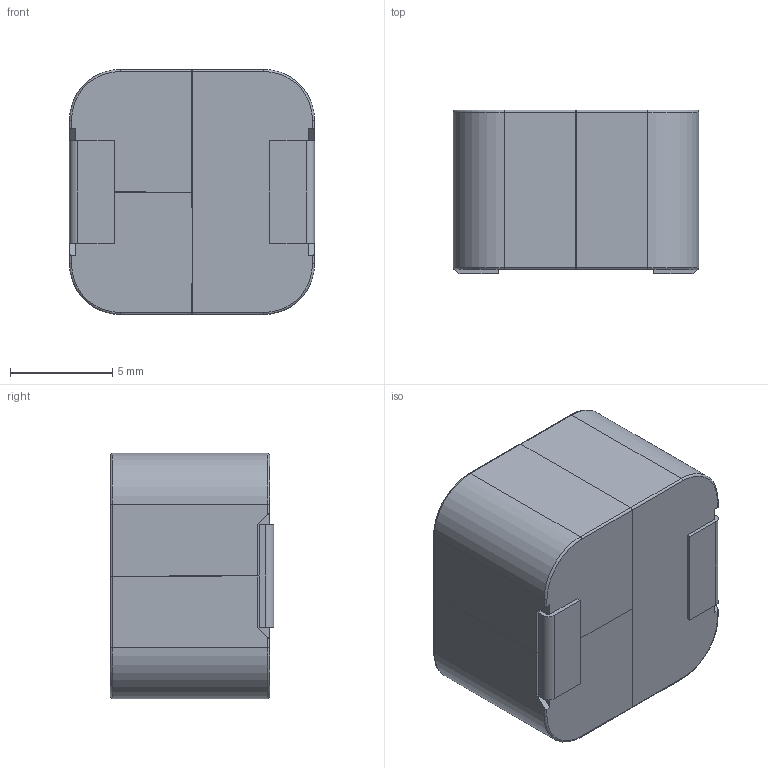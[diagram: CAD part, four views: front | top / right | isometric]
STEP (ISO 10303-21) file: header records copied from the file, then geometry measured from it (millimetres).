
FILE_DESCRIPTION (( 'STEP AP214' ), '1' );
FILE_NAME ('User Library-CDRH127-2.STEP', '2018-02-16T05:48:49', ( '' ), ( '' ), 'SwSTEP 2.0', 'SolidWorks 2018', '' );
FILE_SCHEMA (( 'AUTOMOTIVE_DESIGN' ));
Length unit declared in the file: millimetre
Products named in the file (1): User Library-CDRH127-2
Bounding box: 12 x 8 x 12 mm (x, y, z)
Surface area: 1777.2 mm2
Topology: 4 solids, 4 shells, 144 faces, 372 edges, 236 vertices
Faces by surface type: plane 60, cylinder 52, bspline 20, torus 12
Entity records: 6205 total; most frequent: CARTESIAN_POINT 1287, ORIENTED_EDGE 744, DIRECTION 718, EDGE_CURVE 372, AXIS2_PLACEMENT_3D 255, VERTEX_POINT 236, LINE 208, VECTOR 208
